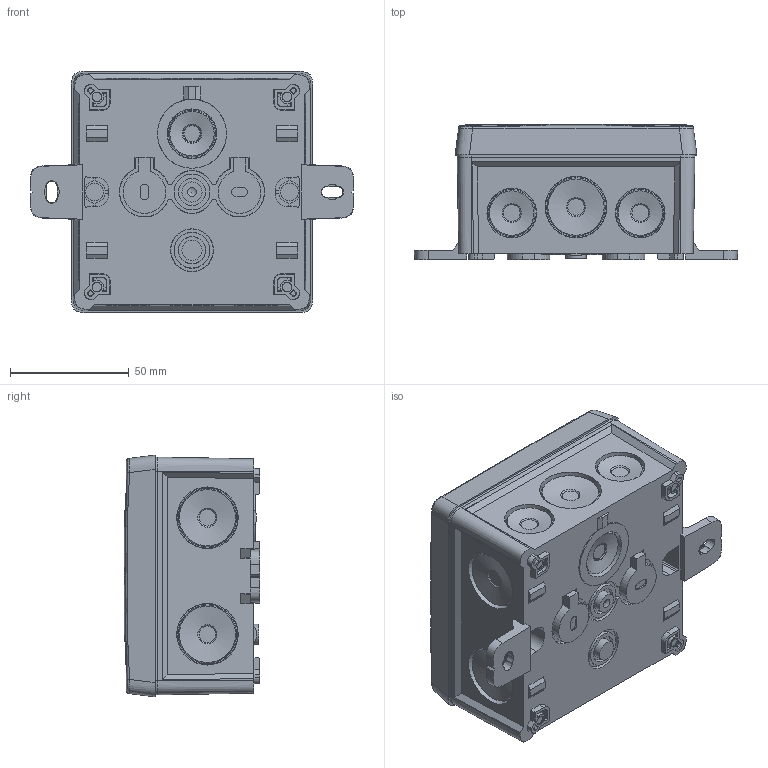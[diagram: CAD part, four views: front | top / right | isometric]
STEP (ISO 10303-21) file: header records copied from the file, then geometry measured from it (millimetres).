
FILE_DESCRIPTION(/* description */ ('STEP AP214'),/* implementation_level */ '2;1');
FILE_NAME(/* name */ '80440101',/* time_stamp */ '2024-12-06T15:51:08+01:00',/* author */ ('License CC BY-ND 4.0'),/* organization */ ('CADENAS'),/* preprocessor_version */ 'ST-DEVELOPER v19.3',/* originating_system */ 'PARTsolutions',/* authorisation */ ' ');
FILE_SCHEMA (('AUTOMOTIVE_DESIGN {1 0 10303 214 3 1 1}'));
Length unit declared in the file: millimetre
Products named in the file (4): 80440101; 80440101_PART1; 80440101_PART2; 80440101_PART3
Assembly tree (4 placements, depth 2):
  80440101
    80440101_PART1  x2
    80440101_PART2
    80440101_PART3
Bounding box: 136 x 57 x 101.6 mm (x, y, z)
Volume: 120876.5 mm3; surface area: 113627.5 mm2
Topology: 4 solids, 4 shells, 1314 faces, 3447 edges, 2264 vertices
Faces by surface type: plane 705, cylinder 282, cone 154, bspline 106, torus 39, sphere 28
Full cylindrical faces by diameter (mm): 3 x2, 3.15 x2, 3.2 x2, 3.6 x2, 4 x2, 4.2 x4, 5 x2, 7.5 x4, 8.5 x4, 10.1 x1, 14.5 x4, 18 x2, 21.5 x1
Entity records: 50676 total; most frequent: CARTESIAN_POINT 15442, ORIENTED_EDGE 6256, DIRECTION 5937, EDGE_CURVE 3128, VERTEX_POINT 2105, AXIS2_PLACEMENT_3D 2082, LINE 1773, VECTOR 1773
